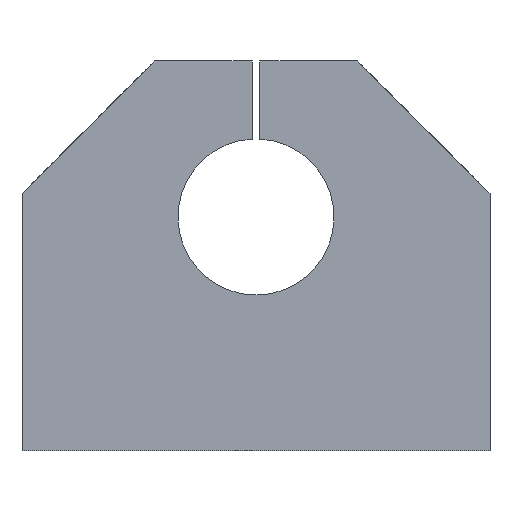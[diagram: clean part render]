
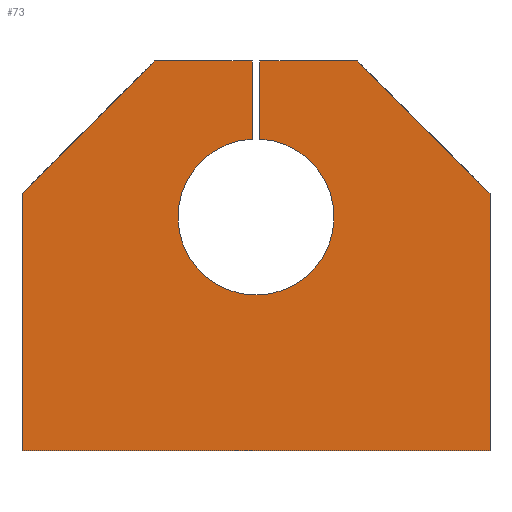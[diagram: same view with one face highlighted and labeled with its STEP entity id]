
A CAD part, front view. The second image highlights one B-rep face of the part: STEP entity #73.
In plain terms, the highlighted planar face has unit normal (0, -1, 0).
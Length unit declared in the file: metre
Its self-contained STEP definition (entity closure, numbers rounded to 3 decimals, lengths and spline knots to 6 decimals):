
#73 = ADVANCED_FACE( '', ( #163 ), #164, .F. );
#163 = FACE_OUTER_BOUND( '', #272, .T. );
#164 = PLANE( '', #273 );
#272 = EDGE_LOOP( '', ( #423, #424, #425, #426, #427, #428, #429, #430, #431, #432 ) );
#273 = AXIS2_PLACEMENT_3D( '', #433, #434, #435 );
#423 = ORIENTED_EDGE( '', *, *, #620, .T. );
#424 = ORIENTED_EDGE( '', *, *, #621, .F. );
#425 = ORIENTED_EDGE( '', *, *, #591, .F. );
#426 = ORIENTED_EDGE( '', *, *, #578, .F. );
#427 = ORIENTED_EDGE( '', *, *, #622, .F. );
#428 = ORIENTED_EDGE( '', *, *, #623, .F. );
#429 = ORIENTED_EDGE( '', *, *, #624, .F. );
#430 = ORIENTED_EDGE( '', *, *, #625, .F. );
#431 = ORIENTED_EDGE( '', *, *, #626, .T. );
#432 = ORIENTED_EDGE( '', *, *, #610, .T. );
#433 = CARTESIAN_POINT( '', ( -0.03, -0.015, 0. ) );
#434 = DIRECTION( '', ( 0., 1., 0. ) );
#435 = DIRECTION( '', ( 0., 0., 1. ) );
#578 = EDGE_CURVE( '', #668, #670, #671, .T. );
#591 = EDGE_CURVE( '', #670, #692, #693, .T. );
#610 = EDGE_CURVE( '', #724, #722, #725, .T. );
#620 = EDGE_CURVE( '', #722, #738, #739, .T. );
#621 = EDGE_CURVE( '', #692, #738, #740, .T. );
#622 = EDGE_CURVE( '', #741, #668, #742, .T. );
#623 = EDGE_CURVE( '', #743, #741, #744, .T. );
#624 = EDGE_CURVE( '', #745, #743, #746, .T. );
#625 = EDGE_CURVE( '', #747, #745, #748, .T. );
#626 = EDGE_CURVE( '', #747, #724, #749, .T. );
#668 = VERTEX_POINT( '', #802 );
#670 = VERTEX_POINT( '', #805 );
#671 = LINE( '', #806, #807 );
#692 = VERTEX_POINT( '', #907 );
#693 = LINE( '', #908, #909 );
#722 = VERTEX_POINT( '', #947 );
#724 = VERTEX_POINT( '', #950 );
#725 = CIRCLE( '', #951, 0.01 );
#738 = VERTEX_POINT( '', #969 );
#739 = LINE( '', #970, #971 );
#740 = LINE( '', #972, #973 );
#741 = VERTEX_POINT( '', #974 );
#742 = LINE( '', #975, #976 );
#743 = VERTEX_POINT( '', #977 );
#744 = LINE( '', #978, #979 );
#745 = VERTEX_POINT( '', #980 );
#746 = LINE( '', #981, #982 );
#747 = VERTEX_POINT( '', #983 );
#748 = LINE( '', #984, #985 );
#749 = LINE( '', #986, #987 );
#802 = CARTESIAN_POINT( '', ( -0.03, -0.015, 0. ) );
#805 = CARTESIAN_POINT( '', ( -0.03, -0.015, 0.033 ) );
#806 = CARTESIAN_POINT( '', ( -0.03, -0.015, 0. ) );
#807 = VECTOR( '', #1051, 1. );
#907 = CARTESIAN_POINT( '', ( -0.013, -0.015, 0.05 ) );
#908 = CARTESIAN_POINT( '', ( -0.03, -0.015, 0.033 ) );
#909 = VECTOR( '', #1064, 1. );
#947 = CARTESIAN_POINT( '', ( -0.0005, -0.015, 0.039987 ) );
#950 = CARTESIAN_POINT( '', ( 0.0005, -0.015, 0.039987 ) );
#951 = AXIS2_PLACEMENT_3D( '', #1087, #1088, #1089 );
#969 = CARTESIAN_POINT( '', ( -0.0005, -0.015, 0.05 ) );
#970 = CARTESIAN_POINT( '', ( -0.0005, -0.015, 0.03 ) );
#971 = VECTOR( '', #1098, 1. );
#972 = CARTESIAN_POINT( '', ( -0.013, -0.015, 0.05 ) );
#973 = VECTOR( '', #1099, 1. );
#974 = CARTESIAN_POINT( '', ( 0.03, -0.015, 0. ) );
#975 = CARTESIAN_POINT( '', ( 0.03, -0.015, 0. ) );
#976 = VECTOR( '', #1100, 1. );
#977 = CARTESIAN_POINT( '', ( 0.03, -0.015, 0.033 ) );
#978 = CARTESIAN_POINT( '', ( 0.03, -0.015, 0.033 ) );
#979 = VECTOR( '', #1101, 1. );
#980 = CARTESIAN_POINT( '', ( 0.013, -0.015, 0.05 ) );
#981 = CARTESIAN_POINT( '', ( 0.013, -0.015, 0.05 ) );
#982 = VECTOR( '', #1102, 1. );
#983 = CARTESIAN_POINT( '', ( 0.0005, -0.015, 0.05 ) );
#984 = CARTESIAN_POINT( '', ( -0.013, -0.015, 0.05 ) );
#985 = VECTOR( '', #1103, 1. );
#986 = CARTESIAN_POINT( '', ( 0.0005, -0.015, 0.05 ) );
#987 = VECTOR( '', #1104, 1. );
#1051 = DIRECTION( '', ( 0., 0., 1. ) );
#1064 = DIRECTION( '', ( 0.707, 0., 0.707 ) );
#1087 = CARTESIAN_POINT( '', ( 0., -0.015, 0.03 ) );
#1088 = DIRECTION( '', ( 0., 1., 0. ) );
#1089 = DIRECTION( '', ( 1., 0., 0. ) );
#1098 = DIRECTION( '', ( 0., 0., 1. ) );
#1099 = DIRECTION( '', ( 1., 0., 0. ) );
#1100 = DIRECTION( '', ( -1., 0., 0. ) );
#1101 = DIRECTION( '', ( 0., 0., -1. ) );
#1102 = DIRECTION( '', ( 0.707, 0., -0.707 ) );
#1103 = DIRECTION( '', ( 1., 0., 0. ) );
#1104 = DIRECTION( '', ( 0., 0., -1. ) );
